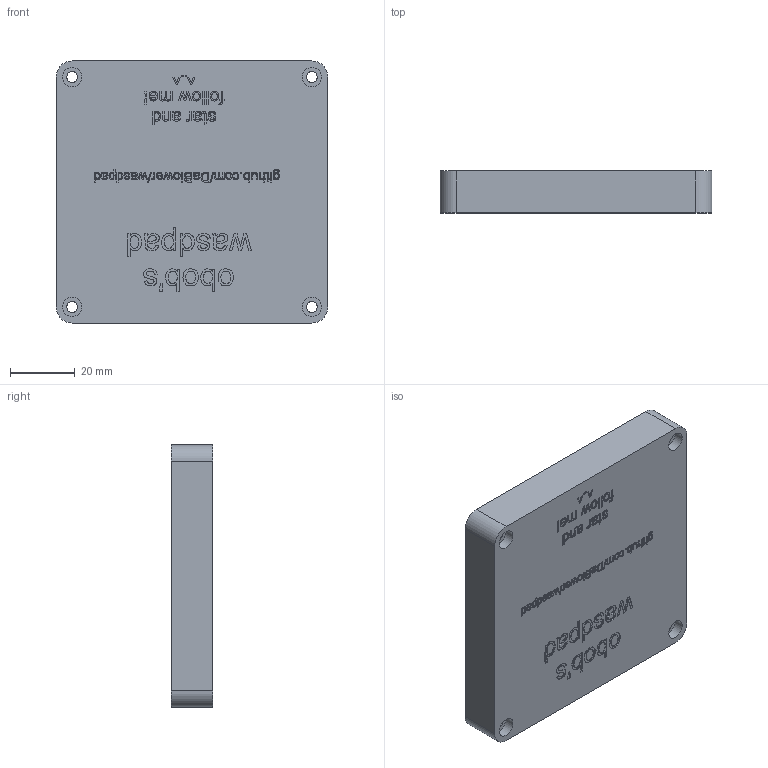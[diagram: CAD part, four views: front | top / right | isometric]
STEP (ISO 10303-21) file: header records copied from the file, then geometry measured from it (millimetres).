
FILE_DESCRIPTION(/* description */ (''),/* implementation_level */ '2;1');
FILE_NAME(/* name */ 'hackpad bottom v6.step',/* time_stamp */ '2025-11-20T16:05:03+11:00',/* author */ (''),/* organization */ (''),/* preprocessor_version */ 'ST-DEVELOPER v20.1',/* originating_system */ 'Autodesk Translation Framework v14.10.0.0',/* authorisation */ '');
FILE_SCHEMA (('AUTOMOTIVE_DESIGN { 1 0 10303 214 3 1 1 }'));
Products named in the file (2): hackpad bottom; wasdpad
Assembly tree (1 placements, depth 2):
  hackpad bottom
    wasdpad
Bounding box: 84.2 x 13 x 81.15 mm (x, y, z)
Volume: 45930.2 mm3; surface area: 20984 mm2
Topology: 1 solids, 1 shells, 1312 faces, 3648 edges, 2432 vertices
Faces by surface type: bspline 847, plane 449, cylinder 16
Full cylindrical faces by diameter (mm): 3.4 x4, 6 x4
Entity records: 49663 total; most frequent: CARTESIAN_POINT 21794, ORIENTED_EDGE 7296, EDGE_CURVE 3648, DIRECTION 2922, VERTEX_POINT 2432, LINE 1922, VECTOR 1922, B_SPLINE_CURVE_WITH_KNOTS 1694
